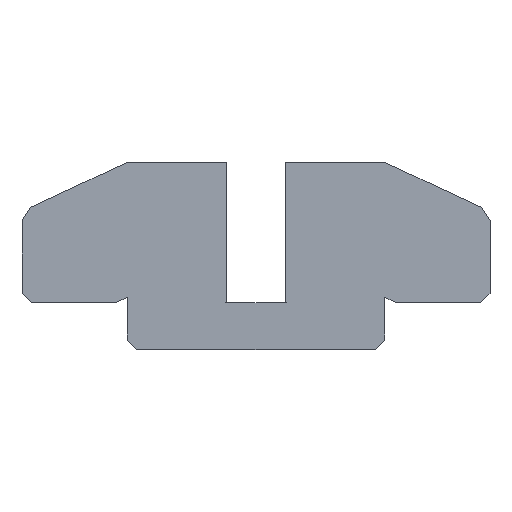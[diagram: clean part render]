
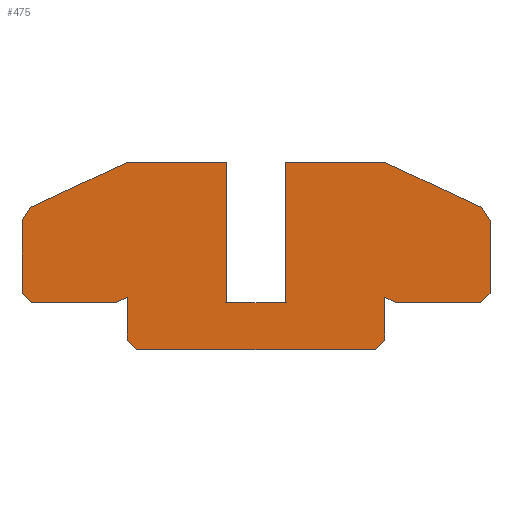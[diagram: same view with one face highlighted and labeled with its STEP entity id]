
A CAD part, top view. The second image highlights one B-rep face of the part: STEP entity #475.
In plain terms, the highlighted planar face has unit normal (0, 0, 1).
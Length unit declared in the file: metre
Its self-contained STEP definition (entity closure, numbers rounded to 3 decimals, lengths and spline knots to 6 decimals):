
#29=ORIENTED_EDGE('',*,*,#165,.T.);
#30=ORIENTED_EDGE('',*,*,#166,.T.);
#31=ORIENTED_EDGE('',*,*,#157,.T.);
#32=ORIENTED_EDGE('',*,*,#167,.T.);
#33=ORIENTED_EDGE('',*,*,#168,.F.);
#34=ORIENTED_EDGE('',*,*,#169,.T.);
#35=ORIENTED_EDGE('',*,*,#170,.F.);
#36=ORIENTED_EDGE('',*,*,#171,.T.);
#37=ORIENTED_EDGE('',*,*,#172,.T.);
#38=ORIENTED_EDGE('',*,*,#173,.T.);
#39=ORIENTED_EDGE('',*,*,#174,.F.);
#40=ORIENTED_EDGE('',*,*,#175,.F.);
#41=ORIENTED_EDGE('',*,*,#176,.T.);
#42=ORIENTED_EDGE('',*,*,#177,.F.);
#43=ORIENTED_EDGE('',*,*,#178,.F.);
#44=ORIENTED_EDGE('',*,*,#179,.F.);
#45=ORIENTED_EDGE('',*,*,#180,.T.);
#46=ORIENTED_EDGE('',*,*,#181,.F.);
#47=ORIENTED_EDGE('',*,*,#182,.T.);
#48=ORIENTED_EDGE('',*,*,#183,.F.);
#49=ORIENTED_EDGE('',*,*,#163,.T.);
#50=ORIENTED_EDGE('',*,*,#184,.T.);
#157=EDGE_CURVE('',#225,#226,#271,.T.);
#163=EDGE_CURVE('',#232,#231,#275,.T.);
#165=EDGE_CURVE('',#233,#234,#277,.T.);
#166=EDGE_CURVE('',#234,#225,#278,.F.);
#167=EDGE_CURVE('',#226,#235,#279,.T.);
#168=EDGE_CURVE('',#236,#235,#280,.F.);
#169=EDGE_CURVE('',#236,#237,#281,.T.);
#170=EDGE_CURVE('',#238,#237,#282,.F.);
#171=EDGE_CURVE('',#238,#239,#283,.T.);
#172=EDGE_CURVE('',#239,#240,#284,.T.);
#173=EDGE_CURVE('',#240,#241,#285,.T.);
#174=EDGE_CURVE('',#242,#241,#286,.F.);
#175=EDGE_CURVE('',#243,#242,#287,.T.);
#176=EDGE_CURVE('',#243,#244,#288,.F.);
#177=EDGE_CURVE('',#245,#244,#289,.T.);
#178=EDGE_CURVE('',#246,#245,#290,.T.);
#179=EDGE_CURVE('',#247,#246,#291,.T.);
#180=EDGE_CURVE('',#247,#248,#292,.F.);
#181=EDGE_CURVE('',#249,#248,#293,.T.);
#182=EDGE_CURVE('',#249,#250,#294,.F.);
#183=EDGE_CURVE('',#232,#250,#295,.T.);
#184=EDGE_CURVE('',#231,#233,#296,.T.);
#225=VERTEX_POINT('',#671);
#226=VERTEX_POINT('',#672);
#231=VERTEX_POINT('',#683);
#232=VERTEX_POINT('',#685);
#233=VERTEX_POINT('',#689);
#234=VERTEX_POINT('',#690);
#235=VERTEX_POINT('',#693);
#236=VERTEX_POINT('',#695);
#237=VERTEX_POINT('',#697);
#238=VERTEX_POINT('',#699);
#239=VERTEX_POINT('',#701);
#240=VERTEX_POINT('',#703);
#241=VERTEX_POINT('',#705);
#242=VERTEX_POINT('',#707);
#243=VERTEX_POINT('',#709);
#244=VERTEX_POINT('',#711);
#245=VERTEX_POINT('',#713);
#246=VERTEX_POINT('',#715);
#247=VERTEX_POINT('',#717);
#248=VERTEX_POINT('',#719);
#249=VERTEX_POINT('',#721);
#250=VERTEX_POINT('',#723);
#271=LINE('',#670,#333);
#275=LINE('',#684,#337);
#277=LINE('',#688,#339);
#278=LINE('',#691,#340);
#279=LINE('',#692,#341);
#280=LINE('',#694,#342);
#281=LINE('',#696,#343);
#282=LINE('',#698,#344);
#283=LINE('',#700,#345);
#284=LINE('',#702,#346);
#285=LINE('',#704,#347);
#286=LINE('',#706,#348);
#287=LINE('',#708,#349);
#288=LINE('',#710,#350);
#289=LINE('',#712,#351);
#290=LINE('',#714,#352);
#291=LINE('',#716,#353);
#292=LINE('',#718,#354);
#293=LINE('',#720,#355);
#294=LINE('',#722,#356);
#295=LINE('',#724,#357);
#296=LINE('',#725,#358);
#333=VECTOR('',#546,1.);
#337=VECTOR('',#556,1.);
#339=VECTOR('',#560,1.);
#340=VECTOR('',#561,1.);
#341=VECTOR('',#562,1.);
#342=VECTOR('',#563,1.);
#343=VECTOR('',#564,1.);
#344=VECTOR('',#565,1.);
#345=VECTOR('',#566,1.);
#346=VECTOR('',#567,1.);
#347=VECTOR('',#568,1.);
#348=VECTOR('',#569,1.);
#349=VECTOR('',#570,1.);
#350=VECTOR('',#571,1.);
#351=VECTOR('',#572,1.);
#352=VECTOR('',#573,1.);
#353=VECTOR('',#574,1.);
#354=VECTOR('',#575,1.);
#355=VECTOR('',#576,1.);
#356=VECTOR('',#577,1.);
#357=VECTOR('',#578,1.);
#358=VECTOR('',#579,1.);
#397=EDGE_LOOP('',(#29,#30,#31,#32,#33,#34,#35,#36,#37,#38,#39,#40,#41,
#42,#43,#44,#45,#46,#47,#48,#49,#50));
#425=FACE_BOUND('',#397,.T.);
#453=PLANE('',#515);
#475=ADVANCED_FACE('',(#425),#453,.T.);
#515=AXIS2_PLACEMENT_3D('',#687,#558,#559);
#546=DIRECTION('',(-1.,0.,0.));
#556=DIRECTION('',(-1.,0.,0.));
#558=DIRECTION('',(0.,0.,1.));
#559=DIRECTION('',(1.,0.,0.));
#560=DIRECTION('',(-1.,0.,0.));
#561=DIRECTION('',(0.,-1.,0.));
#562=DIRECTION('',(-0.906,-0.423,0.));
#563=DIRECTION('',(-0.537,-0.843,0.));
#564=DIRECTION('',(0.,-1.,0.));
#565=DIRECTION('',(0.707,-0.707,0.));
#566=DIRECTION('',(1.,0.,0.));
#567=DIRECTION('',(0.906,0.423,0.));
#568=DIRECTION('',(0.,-1.,0.));
#569=DIRECTION('',(0.707,-0.707,0.));
#570=DIRECTION('',(-1.,0.,0.));
#571=DIRECTION('',(-0.707,-0.707,0.));
#572=DIRECTION('',(0.,-1.,0.));
#573=DIRECTION('',(-0.906,0.423,0.));
#574=DIRECTION('',(-1.,0.,0.));
#575=DIRECTION('',(-0.707,-0.707,0.));
#576=DIRECTION('',(0.,-1.,0.));
#577=DIRECTION('',(0.537,-0.843,0.));
#578=DIRECTION('',(0.906,-0.423,0.));
#579=DIRECTION('',(0.,-1.,0.));
#670=CARTESIAN_POINT('',(0.00275,0.0088,-0.0322));
#671=CARTESIAN_POINT('',(-0.00125,0.0088,-0.0322));
#672=CARTESIAN_POINT('',(-0.0055,0.0088,-0.0322));
#683=CARTESIAN_POINT('',(0.00125,0.0088,-0.0322));
#684=CARTESIAN_POINT('',(0.00275,0.0088,-0.0322));
#685=CARTESIAN_POINT('',(0.0055,0.0088,-0.0322));
#687=CARTESIAN_POINT('',(0.,0.0048,-0.0322));
#688=CARTESIAN_POINT('',(0.,0.0028,-0.0322));
#689=CARTESIAN_POINT('',(0.00125,0.0028,-0.0322));
#690=CARTESIAN_POINT('',(-0.00125,0.0028,-0.0322));
#691=CARTESIAN_POINT('',(-0.00125,0.0088,-0.0322));
#692=CARTESIAN_POINT('',(-0.00775,0.007751,-0.0322));
#693=CARTESIAN_POINT('',(-0.009637,0.006871,-0.0322));
#694=CARTESIAN_POINT('',(-0.007794,0.009765,-0.0322));
#695=CARTESIAN_POINT('',(-0.01,0.006302,-0.0322));
#696=CARTESIAN_POINT('',(-0.01,0.004751,-0.0322));
#697=CARTESIAN_POINT('',(-0.01,0.0032,-0.0322));
#698=CARTESIAN_POINT('',(-0.0058,-0.001,-0.0322));
#699=CARTESIAN_POINT('',(-0.0096,0.0028,-0.0322));
#700=CARTESIAN_POINT('',(-0.008,0.0028,-0.0322));
#701=CARTESIAN_POINT('',(-0.006,0.0028,-0.0322));
#702=CARTESIAN_POINT('',(-0.00575,0.002917,-0.0322));
#703=CARTESIAN_POINT('',(-0.0055,0.003033,-0.0322));
#704=CARTESIAN_POINT('',(-0.0055,0.001917,-0.0322));
#705=CARTESIAN_POINT('',(-0.0055,0.0012,-0.0322));
#706=CARTESIAN_POINT('',(-0.00455,0.00025,-0.0322));
#707=CARTESIAN_POINT('',(-0.0051,0.0008,-0.0322));
#708=CARTESIAN_POINT('',(0.00275,0.0008,-0.0322));
#709=CARTESIAN_POINT('',(0.0051,0.0008,-0.0322));
#710=CARTESIAN_POINT('',(0.00455,0.00025,-0.0322));
#711=CARTESIAN_POINT('',(0.0055,0.0012,-0.0322));
#712=CARTESIAN_POINT('',(0.0055,0.001917,-0.0322));
#713=CARTESIAN_POINT('',(0.0055,0.003033,-0.0322));
#714=CARTESIAN_POINT('',(0.00575,0.002917,-0.0322));
#715=CARTESIAN_POINT('',(0.006,0.0028,-0.0322));
#716=CARTESIAN_POINT('',(0.008,0.0028,-0.0322));
#717=CARTESIAN_POINT('',(0.0096,0.0028,-0.0322));
#718=CARTESIAN_POINT('',(0.0058,-0.001,-0.0322));
#719=CARTESIAN_POINT('',(0.01,0.0032,-0.0322));
#720=CARTESIAN_POINT('',(0.01,0.004751,-0.0322));
#721=CARTESIAN_POINT('',(0.01,0.006302,-0.0322));
#722=CARTESIAN_POINT('',(0.007794,0.009765,-0.0322));
#723=CARTESIAN_POINT('',(0.009637,0.006871,-0.0322));
#724=CARTESIAN_POINT('',(0.00775,0.007751,-0.0322));
#725=CARTESIAN_POINT('',(0.00125,0.0088,-0.0322));
